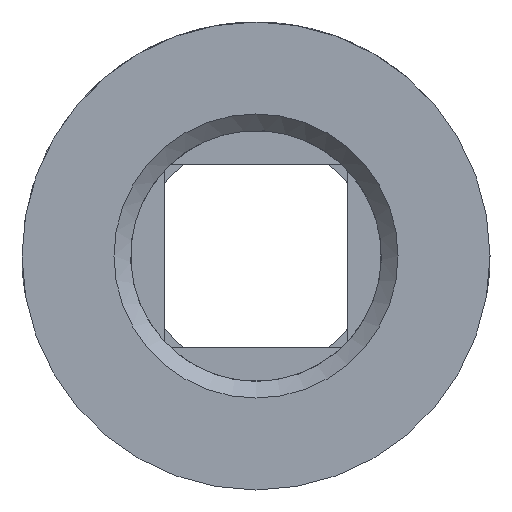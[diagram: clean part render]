
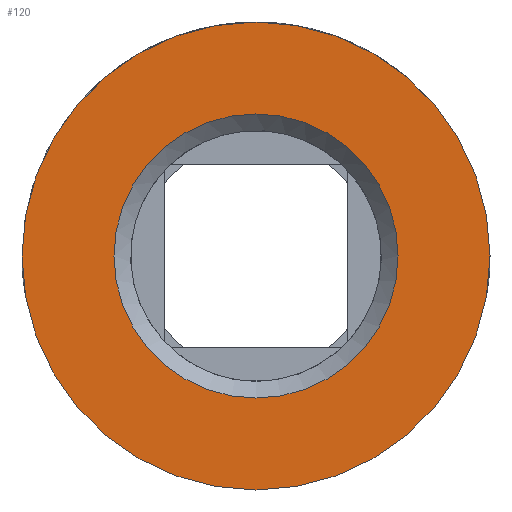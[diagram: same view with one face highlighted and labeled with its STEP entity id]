
A CAD part, left-side view. The second image highlights one B-rep face of the part: STEP entity #120.
In plain terms, the highlighted planar face has unit normal (-1, 0, 0).
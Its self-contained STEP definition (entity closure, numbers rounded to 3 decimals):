
#120 = ADVANCED_FACE( '', ( #251, #252 ), #253, .F. );
#251 = FACE_BOUND( '', #386, .T. );
#252 = FACE_OUTER_BOUND( '', #387, .T. );
#253 = PLANE( '', #388 );
#386 = EDGE_LOOP( '', ( #650 ) );
#387 = EDGE_LOOP( '', ( #651 ) );
#388 = AXIS2_PLACEMENT_3D( '', #652, #653, #654 );
#650 = ORIENTED_EDGE( '', *, *, #741, .T. );
#651 = ORIENTED_EDGE( '', *, *, #835, .T. );
#652 = CARTESIAN_POINT( '', ( 0., 3.75, 0. ) );
#653 = DIRECTION( '', ( 1., 0., 0. ) );
#654 = DIRECTION( '', ( 0., 0., -1. ) );
#741 = EDGE_CURVE( '', #867, #867, #868, .T. );
#835 = EDGE_CURVE( '', #1005, #1005, #1006, .T. );
#867 = VERTEX_POINT( '', #1075 );
#868 = CIRCLE( '', #1076, 4.25 );
#1005 = VERTEX_POINT( '', #1315 );
#1006 = CIRCLE( '', #1316, 7. );
#1075 = CARTESIAN_POINT( '', ( 0., 0., -4.25 ) );
#1076 = AXIS2_PLACEMENT_3D( '', #1344, #1345, #1346 );
#1315 = CARTESIAN_POINT( '', ( 0., 0., 7. ) );
#1316 = AXIS2_PLACEMENT_3D( '', #1459, #1460, #1461 );
#1344 = CARTESIAN_POINT( '', ( 0., 0., 0. ) );
#1345 = DIRECTION( '', ( 1., 0., 0. ) );
#1346 = DIRECTION( '', ( 0., 0., -1. ) );
#1459 = CARTESIAN_POINT( '', ( 0., 0., 0. ) );
#1460 = DIRECTION( '', ( -1., 0., 0. ) );
#1461 = DIRECTION( '', ( 0., 0., 1. ) );
